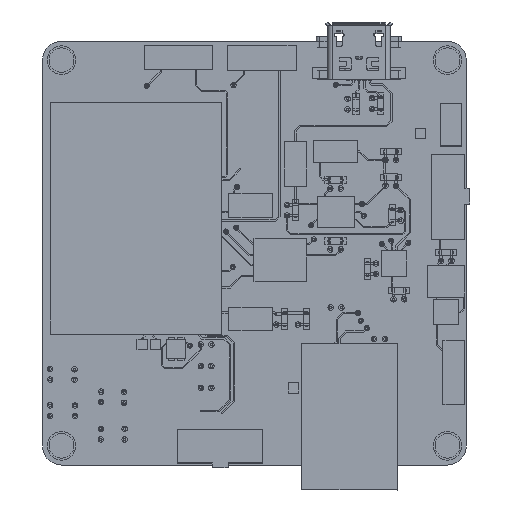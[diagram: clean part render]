
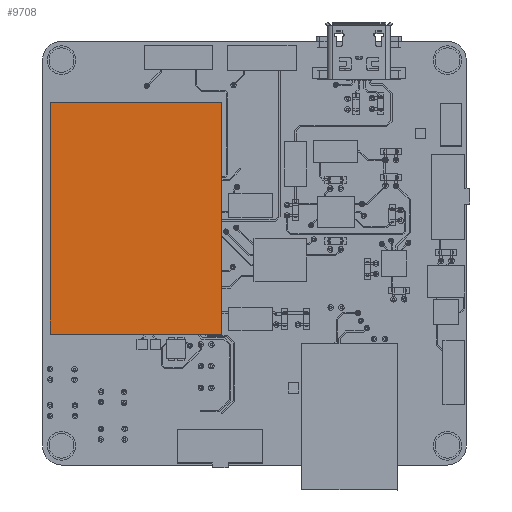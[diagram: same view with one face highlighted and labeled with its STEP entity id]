
A CAD part, top view. The second image highlights one B-rep face of the part: STEP entity #9708.
In plain terms, the highlighted planar face has unit normal (0, 0, 1).
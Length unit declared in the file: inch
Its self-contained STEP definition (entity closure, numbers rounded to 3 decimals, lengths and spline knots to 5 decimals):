
#6553=FACE_OUTER_BOUND($,#7902,.F.);
#7902=EDGE_LOOP($,(#23573,#23574,#23575,#23576));
#8783=PLANE($,#19447);
#9708=ADVANCED_FACE($,(#6553),#8783,.T.);
#11784=VECTOR($,#37887,0.80708);
#11785=VECTOR($,#37888,1.09291);
#11786=VECTOR($,#37889,0.80708);
#11787=VECTOR($,#37890,1.09291);
#14579=LINE($,#45108,#11784);
#14580=LINE($,#45109,#11785);
#14581=LINE($,#45110,#11786);
#14582=LINE($,#45111,#11787);
#19447=AXIS2_PLACEMENT_3D($,#45109,#35443,$);
#23573=ORIENTED_EDGE($,*,*,#29273,.T.);
#23574=ORIENTED_EDGE($,*,*,#29274,.T.);
#23575=ORIENTED_EDGE($,*,*,#29275,.T.);
#23576=ORIENTED_EDGE($,*,*,#29276,.T.);
#29273=EDGE_CURVE($,#33349,#33350,#14579,.T.);
#29274=EDGE_CURVE($,#33350,#33351,#14580,.T.);
#29275=EDGE_CURVE($,#33351,#33352,#14581,.T.);
#29276=EDGE_CURVE($,#33352,#33349,#14582,.T.);
#33349=VERTEX_POINT($,#45108);
#33350=VERTEX_POINT($,#45109);
#33351=VERTEX_POINT($,#45110);
#33352=VERTEX_POINT($,#45111);
#35443=DIRECTION($,(0.,0.,1.));
#37887=DIRECTION($,(0.,1.,0.));
#37888=DIRECTION($,(1.,0.,0.));
#37889=DIRECTION($,(0.,-1.,0.));
#37890=DIRECTION($,(-1.,0.,0.));
#45108=CARTESIAN_POINT('',(-0.47874,-0.02362,0.15));
#45109=CARTESIAN_POINT('',(-0.47874,0.78346,0.15));
#45110=CARTESIAN_POINT('',(0.61417,0.78346,0.15));
#45111=CARTESIAN_POINT('',(0.61417,-0.02362,0.15));
